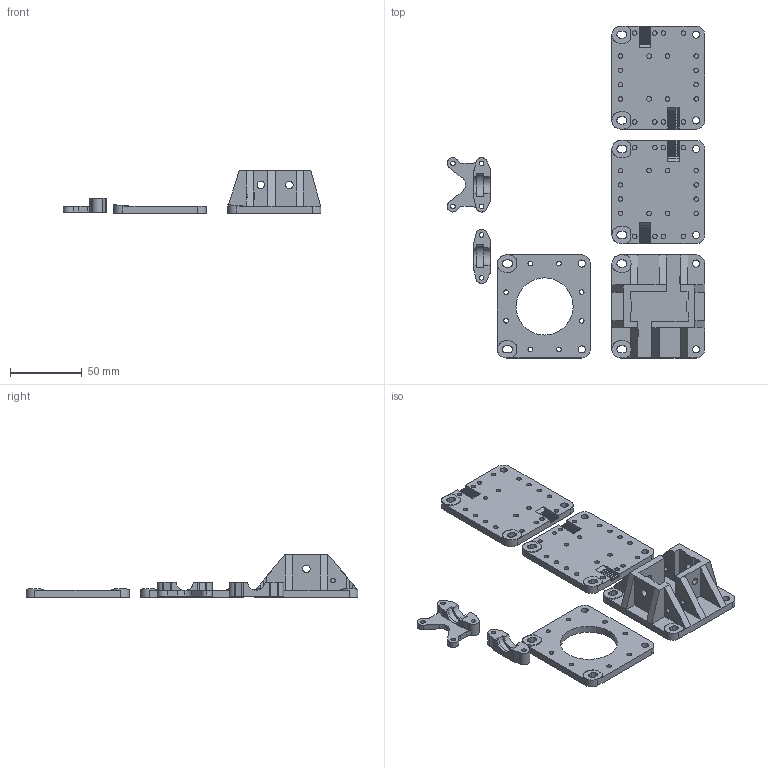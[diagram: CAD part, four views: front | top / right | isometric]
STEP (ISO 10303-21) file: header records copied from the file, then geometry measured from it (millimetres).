
FILE_DESCRIPTION (( 'STEP AP214' ), '1' );
FILE_NAME ('C-Bot XY Bar and Carriage.STEP', '2015-11-09T15:45:54', ( '' ), ( '' ), 'SwSTEP 2.0', 'SolidWorks 2014', '' );
FILE_SCHEMA (( 'AUTOMOTIVE_DESIGN' ));
Length unit declared in the file: centimetre
Products named in the file (1): C-Bot XY Bar and Carriage
Bounding box: 180 x 232 x 30 mm (x, y, z)
Volume: 110880.2 mm3; surface area: 59966.6 mm2
Topology: 6 solids, 6 shells, 835 faces, 2202 edges, 1460 vertices
Faces by surface type: plane 589, cylinder 238, cone 8
Entity records: 25875 total; most frequent: CARTESIAN_POINT 4725, ORIENTED_EDGE 4404, DIRECTION 4230, EDGE_CURVE 2202, VECTOR 1684, LINE 1684, VERTEX_POINT 1460, AXIS2_PLACEMENT_3D 1273
